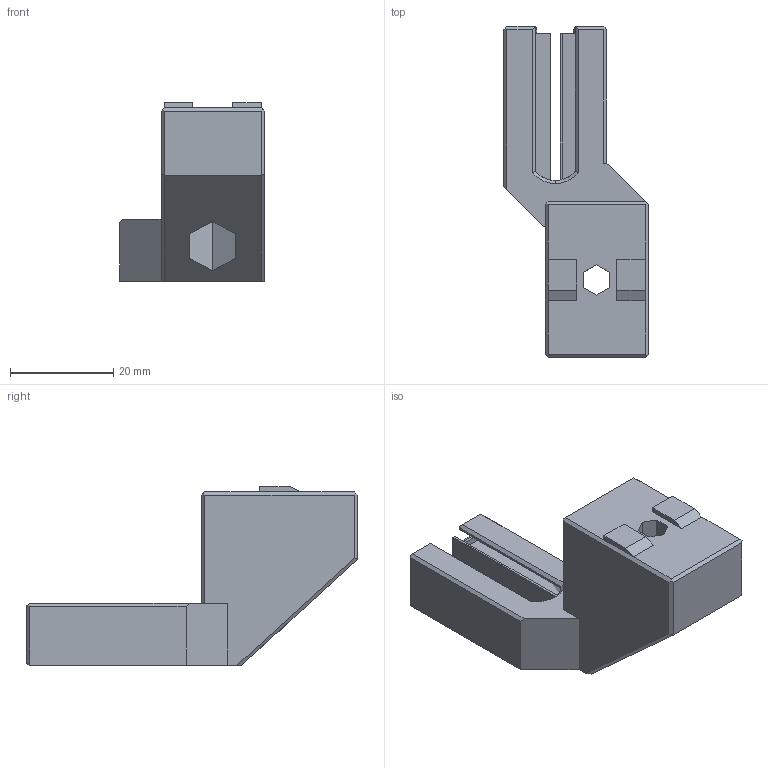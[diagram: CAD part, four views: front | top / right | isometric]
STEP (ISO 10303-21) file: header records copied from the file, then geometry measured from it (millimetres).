
FILE_DESCRIPTION(('STEP AP214'),'1');
FILE_NAME('EuclidDockVCore2_V5.stp','2021-12-30T00:13:17',(' '),(' '),'Spatial InterOp 3D',' ',' ');
FILE_SCHEMA(('automotive_design'));
Length unit declared in the file: inch
Products named in the file (3): 1; 2; 3
Bounding box: 28 x 64.1 x 34.55 mm (x, y, z)
Volume: 19664.8 mm3; surface area: 8734.7 mm2
Topology: 3 solids, 3 shells, 151 faces, 387 edges, 243 vertices
Faces by surface type: plane 99, cylinder 36, cone 12, sphere 4
Entity records: 5777 total; most frequent: CARTESIAN_POINT 845, ORIENTED_EDGE 774, DIRECTION 751, EDGE_CURVE 387, LINE 279, VECTOR 279, VERTEX_POINT 243, AXIS2_PLACEMENT_3D 236
